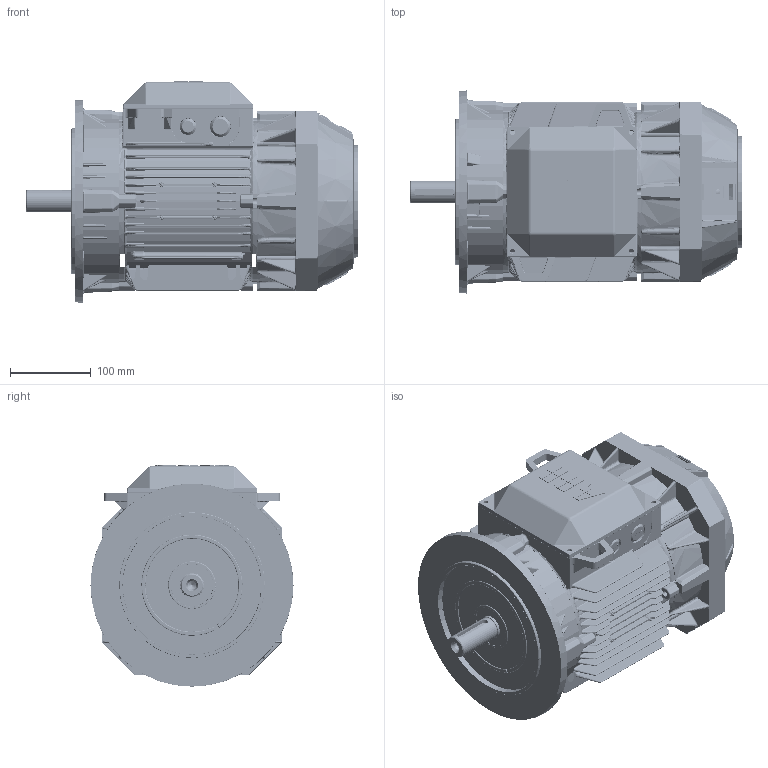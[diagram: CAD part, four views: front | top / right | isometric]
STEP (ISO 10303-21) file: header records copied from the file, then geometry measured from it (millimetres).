
FILE_DESCRIPTION(/* description */ (''),/* implementation_level */ '2;1');
FILE_NAME(/* name */ 'M3AA IE3 112L B5.stp',/* time_stamp */ '2015-08-10T14:54:07+02:00',/* author */ (''),/* organization */ (''),/* preprocessor_version */ 'ST-DEVELOPER v14',/* originating_system */ 'SIEMENS PLM Software NX 8.0',/* authorisation */ '');
FILE_SCHEMA (('AUTOMOTIVE_DESIGN { 1 0 10303 214 3 1 1 1 }'));
Products named in the file (1): M3AA IE3 112L B5_stp
Bounding box: 410 x 250.8 x 273.4 mm (x, y, z)
Surface area: 877636 mm2 (no closed solid volume)
Topology: 0 solids, 4887 shells, 4887 faces, 23848 edges, 23346 vertices
Faces by surface type: bspline 2265, cylinder 1078, plane 867, sphere 262, torus 248, cone 167
Full cylindrical faces by diameter (mm): 8.376 x1, 10.5 x1, 27.6 x1, 28 x1, 30 x1, 133.966 x1, 180 x1, 193 x2, 195.895 x1, 204.794 x1
Entity records: 358969 total; most frequent: CARTESIAN_POINT 168507, VERTEX_POINT 23339, ORIENTED_EDGE 23338, EDGE_CURVE 23338, DIRECTION 20038, B_SPLINE_CURVE_WITH_KNOTS 12360, LINE 6820, VECTOR 6820
